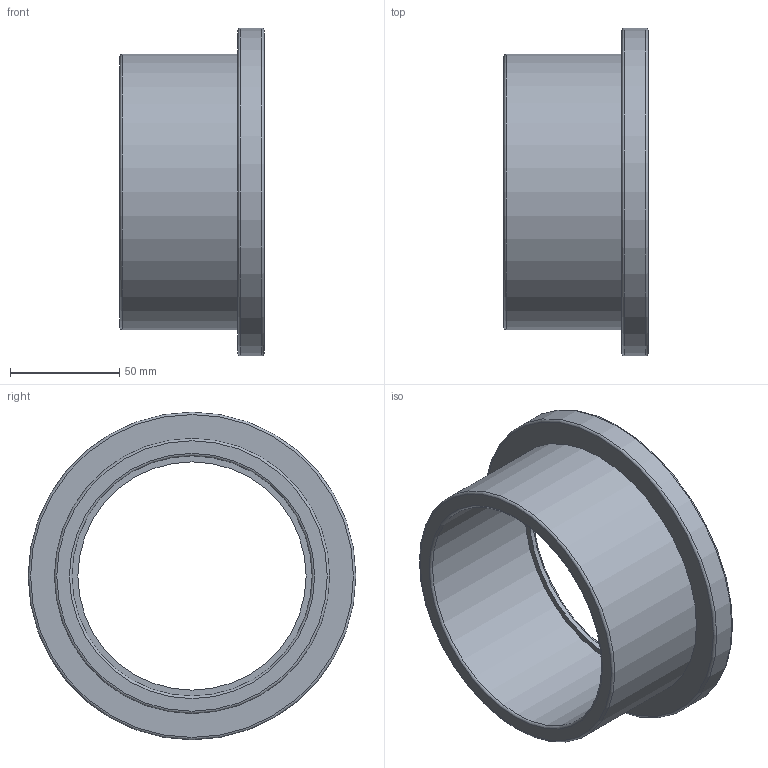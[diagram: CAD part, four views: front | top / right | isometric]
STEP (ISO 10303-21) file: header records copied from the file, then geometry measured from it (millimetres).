
FILE_DESCRIPTION(/* description */ ('PLASSON FLANGE(FLAT GASKET)C 110'),/* implementation_level */ '2;1');
FILE_NAME(/* name */ '055200110.ipt.stp',/* time_stamp */ '2017-12-07T16:05:08+02:00',/* author */ ('KIM'),/* organization */ (''),/* preprocessor_version */ 'ST-DEVELOPER v15.6',/* originating_system */ 'Autodesk Inventor 2015',/* authorisation */ '');
FILE_SCHEMA (('AUTOMOTIVE_DESIGN { 1 0 10303 214 3 1 1 }'));
Length unit declared in the file: millimetre
Products named in the file (1): 055200110
Bounding box: 66 x 150 x 150 mm (x, y, z)
Volume: 254098.1 mm3; surface area: 68174.4 mm2
Topology: 1 solids, 1 shells, 28 faces, 52 edges, 33 vertices
Faces by surface type: torus 10, plane 9, bspline 5, cylinder 4
Full cylindrical faces by diameter (mm): 104.5 x1, 110 x1, 126 x1, 150 x1
Entity records: 2039 total; most frequent: CARTESIAN_POINT 1552, DIRECTION 94, ORIENTED_EDGE 66, EDGE_LOOP 51, AXIS2_PLACEMENT_3D 47, EDGE_CURVE 33, FACE_OUTER_BOUND 28, VERTEX_POINT 28
